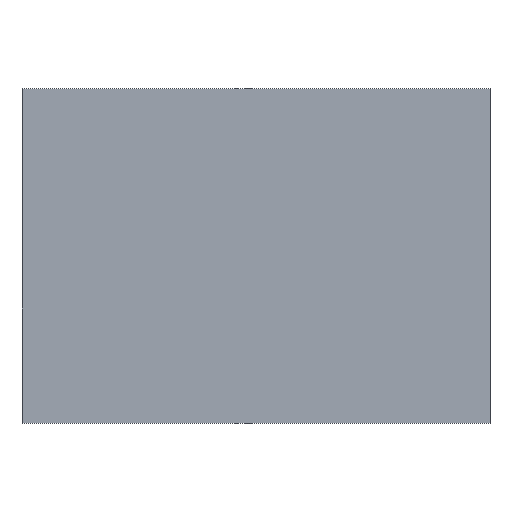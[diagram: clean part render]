
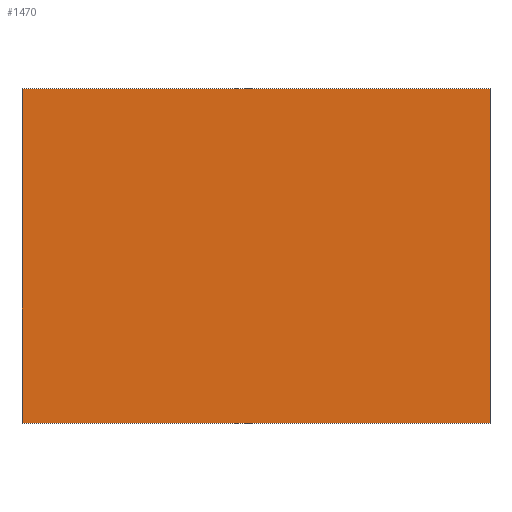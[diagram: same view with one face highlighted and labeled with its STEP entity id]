
A CAD part, top view. The second image highlights one B-rep face of the part: STEP entity #1470.
In plain terms, the highlighted planar face has unit normal (0, 0, 1).
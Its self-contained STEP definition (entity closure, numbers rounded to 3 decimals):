
#66=FACE_OUTER_BOUND('',#142,.T.);
#142=EDGE_LOOP('',(#1157,#1158,#1159,#1160));
#224=LINE('',#2057,#432);
#284=LINE('',#2177,#492);
#286=LINE('',#2181,#494);
#288=LINE('',#2184,#496);
#432=VECTOR('',#1665,10.);
#492=VECTOR('',#1777,10.);
#494=VECTOR('',#1781,10.);
#496=VECTOR('',#1785,10.);
#628=VERTEX_POINT('',#2054);
#629=VERTEX_POINT('',#2056);
#663=VERTEX_POINT('',#2176);
#664=VERTEX_POINT('',#2180);
#776=EDGE_CURVE('',#629,#628,#224,.T.);
#836=EDGE_CURVE('',#629,#663,#284,.T.);
#838=EDGE_CURVE('',#628,#664,#286,.T.);
#840=EDGE_CURVE('',#663,#664,#288,.T.);
#1157=ORIENTED_EDGE('',*,*,#840,.F.);
#1158=ORIENTED_EDGE('',*,*,#836,.F.);
#1159=ORIENTED_EDGE('',*,*,#776,.T.);
#1160=ORIENTED_EDGE('',*,*,#838,.T.);
#1394=PLANE('',#1550);
#1470=ADVANCED_FACE('',(#66),#1394,.F.);
#1550=AXIS2_PLACEMENT_3D('',#2185,#1786,#1787);
#1665=DIRECTION('',(0.,-1.,0.));
#1777=DIRECTION('',(1.,0.,0.));
#1781=DIRECTION('',(1.,0.,0.));
#1785=DIRECTION('',(0.,-1.,0.));
#1786=DIRECTION('center_axis',(0.,0.,-1.));
#1787=DIRECTION('ref_axis',(-1.,0.,0.));
#2054=CARTESIAN_POINT('',(127.54,-112.49,-23.65));
#2056=CARTESIAN_POINT('',(127.54,-55.15,-23.65));
#2057=CARTESIAN_POINT('',(127.54,-55.15,-23.65));
#2176=CARTESIAN_POINT('',(207.74,-55.15,-23.65));
#2177=CARTESIAN_POINT('',(127.54,-55.15,-23.65));
#2180=CARTESIAN_POINT('',(207.74,-112.49,-23.65));
#2181=CARTESIAN_POINT('',(127.54,-112.49,-23.65));
#2184=CARTESIAN_POINT('',(207.74,-55.15,-23.65));
#2185=CARTESIAN_POINT('Origin',(167.64,-83.82,-23.65));
